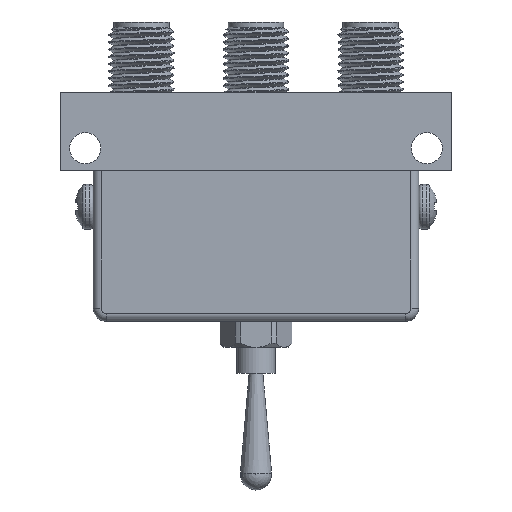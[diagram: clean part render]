
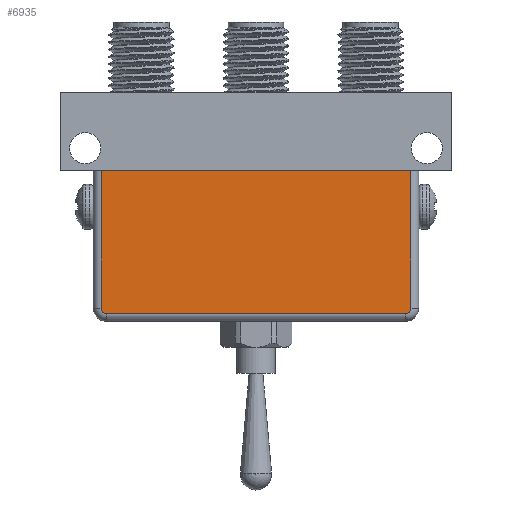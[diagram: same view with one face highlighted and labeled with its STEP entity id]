
A CAD part, front view. The second image highlights one B-rep face of the part: STEP entity #6935.
In plain terms, the highlighted planar face has unit normal (0, -1, 0).
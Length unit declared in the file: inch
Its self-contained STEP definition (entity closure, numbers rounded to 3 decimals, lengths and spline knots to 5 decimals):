
#1690 = PLANE ( 'NONE',  #28148 ) ;
#1892 = VECTOR ( 'NONE', #14311, 39.37008 ) ;
#2659 = CARTESIAN_POINT ( 'NONE',  ( 0.595, -0.25, -0.39 ) ) ;
#2985 = DIRECTION ( 'NONE',  ( -1., 0., 0. ) ) ;
#3342 = CIRCLE ( 'NONE', #46140, 0.02 ) ;
#3453 = LINE ( 'NONE', #28978, #26130 ) ;
#5507 = ORIENTED_EDGE ( 'NONE', *, *, #46272, .T. ) ;
#6935 = ADVANCED_FACE ( 'NONE', ( #40618 ), #1690, .T. ) ;
#9296 = LINE ( 'NONE', #36051, #1892 ) ;
#9375 = CARTESIAN_POINT ( 'NONE',  ( 0., -0.25, 0.14 ) ) ;
#10037 = VERTEX_POINT ( 'NONE', #2659 ) ;
#10821 = EDGE_CURVE ( 'NONE', #23589, #36248, #37533, .T. ) ;
#12106 = AXIS2_PLACEMENT_3D ( 'NONE', #42761, #16991, #17307 ) ;
#12117 = EDGE_CURVE ( 'NONE', #36248, #14559, #9296, .T. ) ;
#12286 = ORIENTED_EDGE ( 'NONE', *, *, #12117, .T. ) ;
#13338 = LINE ( 'NONE', #9375, #37158 ) ;
#14311 = DIRECTION ( 'NONE',  ( 1., 0., 0. ) ) ;
#14559 = VERTEX_POINT ( 'NONE', #32136 ) ;
#14983 = DIRECTION ( 'NONE',  ( 0., 0., 1. ) ) ;
#15519 = DIRECTION ( 'NONE',  ( 0., -1., 0. ) ) ;
#16120 = CARTESIAN_POINT ( 'NONE',  ( -0.595, -0.25, 0.14 ) ) ;
#16991 = DIRECTION ( 'NONE',  ( 0., -1., 0. ) ) ;
#17307 = DIRECTION ( 'NONE',  ( 0., 0., -1. ) ) ;
#18011 = CARTESIAN_POINT ( 'NONE',  ( -0.595, -0.25, -0.39 ) ) ;
#21789 = DIRECTION ( 'NONE',  ( 0., 0., -1. ) ) ;
#22379 = EDGE_CURVE ( 'NONE', #41913, #23589, #3453, .T. ) ;
#22398 = EDGE_CURVE ( 'NONE', #10037, #40984, #40841, .T. ) ;
#23589 = VERTEX_POINT ( 'NONE', #18011 ) ;
#24277 = DIRECTION ( 'NONE',  ( 0., -1., 0. ) ) ;
#26130 = VECTOR ( 'NONE', #21789, 39.37008 ) ;
#26780 = DIRECTION ( 'NONE',  ( 0., 0., -1. ) ) ;
#27471 = DIRECTION ( 'NONE',  ( 0., 0., -1. ) ) ;
#28148 = AXIS2_PLACEMENT_3D ( 'NONE', #30435, #15519, #26780 ) ;
#28978 = CARTESIAN_POINT ( 'NONE',  ( -0.595, -0.25, -0.39 ) ) ;
#29572 = CARTESIAN_POINT ( 'NONE',  ( -0.575, -0.25, -0.41 ) ) ;
#30285 = ORIENTED_EDGE ( 'NONE', *, *, #22398, .T. ) ;
#30435 = CARTESIAN_POINT ( 'NONE',  ( 0., -0.25, 0. ) ) ;
#30650 = ORIENTED_EDGE ( 'NONE', *, *, #10821, .T. ) ;
#30937 = ORIENTED_EDGE ( 'NONE', *, *, #22379, .T. ) ;
#31273 = CARTESIAN_POINT ( 'NONE',  ( 0.575, -0.25, -0.39 ) ) ;
#32136 = CARTESIAN_POINT ( 'NONE',  ( 0.575, -0.25, -0.41 ) ) ;
#33844 = EDGE_CURVE ( 'NONE', #40984, #41913, #13338, .T. ) ;
#36051 = CARTESIAN_POINT ( 'NONE',  ( 0.575, -0.25, -0.41 ) ) ;
#36248 = VERTEX_POINT ( 'NONE', #29572 ) ;
#36266 = CARTESIAN_POINT ( 'NONE',  ( 0.595, -0.25, 0.14 ) ) ;
#37158 = VECTOR ( 'NONE', #2985, 39.37008 ) ;
#37533 = CIRCLE ( 'NONE', #12106, 0.02 ) ;
#37796 = ORIENTED_EDGE ( 'NONE', *, *, #33844, .T. ) ;
#40618 = FACE_OUTER_BOUND ( 'NONE', #41591, .T. ) ;
#40841 = LINE ( 'NONE', #36266, #43645 ) ;
#40984 = VERTEX_POINT ( 'NONE', #45038 ) ;
#41591 = EDGE_LOOP ( 'NONE', ( #37796, #30937, #30650, #12286, #5507, #30285 ) ) ;
#41913 = VERTEX_POINT ( 'NONE', #16120 ) ;
#42761 = CARTESIAN_POINT ( 'NONE',  ( -0.575, -0.25, -0.39 ) ) ;
#43645 = VECTOR ( 'NONE', #14983, 39.37008 ) ;
#45038 = CARTESIAN_POINT ( 'NONE',  ( 0.595, -0.25, 0.14 ) ) ;
#46140 = AXIS2_PLACEMENT_3D ( 'NONE', #31273, #24277, #27471 ) ;
#46272 = EDGE_CURVE ( 'NONE', #14559, #10037, #3342, .T. ) ;
